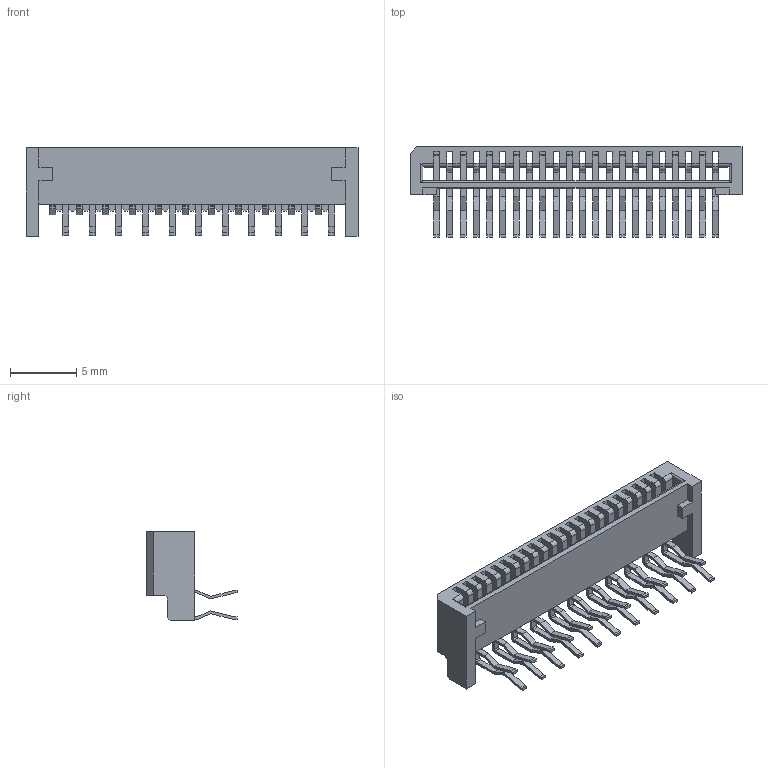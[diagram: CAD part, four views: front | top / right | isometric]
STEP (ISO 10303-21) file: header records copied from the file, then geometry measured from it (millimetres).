
FILE_DESCRIPTION((''),'1');
FILE_NAME('52807-2210','2000-11-10T',('GOPALAN'),(''),'PRO/ENGINEER BY PARAMETRIC TECHNOLOGY CORPORATION, 9902','PRO/ENGINEER BY PARAMETRIC TECHNOLOGY CORPORATION, 9902','');
FILE_SCHEMA(('CONFIG_CONTROL_DESIGN'));
Length unit declared in the file: millimetre
Products named in the file (1): 52807-2210
Bounding box: 25 x 6.8 x 6.7 mm (x, y, z)
Surface area: 1034.5 mm2 (no closed solid volume)
Topology: 0 solids, 0 shells, 653 faces, 3858 edges, 3858 vertices
Faces by surface type: plane 561, cylinder 92
Entity records: 18381 total; most frequent: COMPOSITE_CURVE_SEGMENT 3858, DIRECTION 3474, CARTESIAN_POINT 2612, TRIMMED_CURVE 1925, VECTOR 1682, LINE 1682, AXIS2_PLACEMENT_3D 896, CURVE_BOUNDED_SURFACE 653
